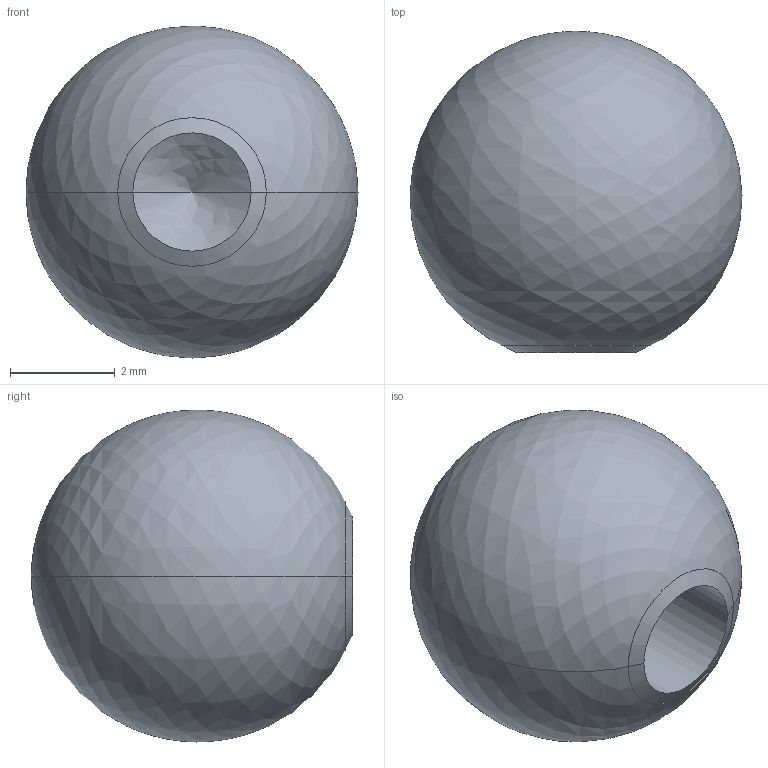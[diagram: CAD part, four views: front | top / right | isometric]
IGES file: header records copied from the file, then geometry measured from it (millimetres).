
Start section:  PTC IGES file: 250-B-T.igs
Global section: file name: 250-B-T.igs; native system: Creo Parametric by PTC Inc.; preprocessor: 2014500; author: Eliot; organization: Unknown; date: 20150612.143349; units: inch
Bounding box: 6.35 x 6.14 x 6.35 mm (x, y, z)
Volume: 118.3 mm3; surface area: 186.2 mm2
Topology: 1 solids, 2 shells, 9 faces, 22 edges, 12 vertices
Faces by surface type: revolution 8, bspline 1
